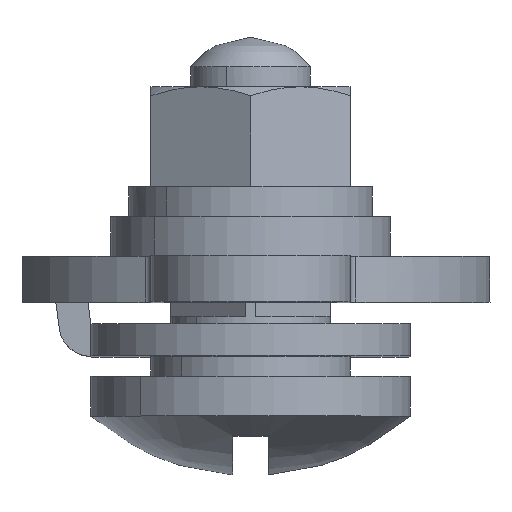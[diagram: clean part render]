
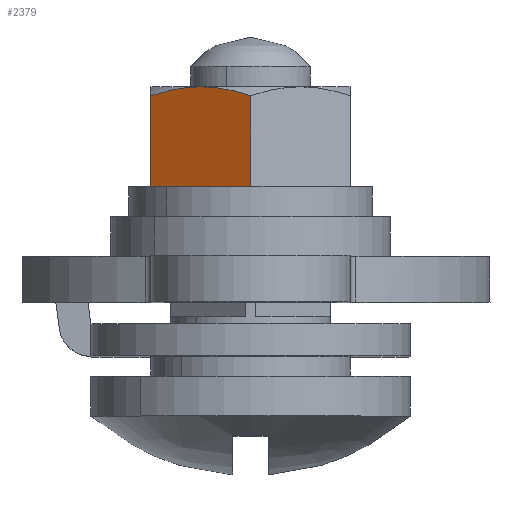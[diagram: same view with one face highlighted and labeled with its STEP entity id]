
A CAD part, top view. The second image highlights one B-rep face of the part: STEP entity #2379.
In plain terms, the highlighted free-form (B-spline) face has degree [1, 1] with [2, 2] control points.
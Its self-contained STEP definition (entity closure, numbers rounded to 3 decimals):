
#2145=CARTESIAN_POINT('',(-5.,6.9,2.887));
#2146=VERTEX_POINT('',#2145);
#2152=CARTESIAN_POINT('',(-5.,11.453,2.887));
#2153=VERTEX_POINT('',#2152);
#2154=CARTESIAN_POINT('',(-5.,11.453,2.887));
#2155=CARTESIAN_POINT('',(-5.,6.9,2.887));
#2156=QUASI_UNIFORM_CURVE('',1,(#2154,#2155),.UNSPECIFIED.,.F.,.U.);
#2157=EDGE_CURVE('',#2153,#2146,#2156,.T.);
#2309=CARTESIAN_POINT('',(0.,11.453,5.774));
#2310=VERTEX_POINT('',#2309);
#2311=CARTESIAN_POINT('',(0.,6.9,5.774));
#2312=VERTEX_POINT('',#2311);
#2313=CARTESIAN_POINT('',(0.,11.453,5.774));
#2314=CARTESIAN_POINT('',(0.,6.9,5.774));
#2315=QUASI_UNIFORM_CURVE('',1,(#2313,#2314),.UNSPECIFIED.,.F.,.U.);
#2316=EDGE_CURVE('',#2310,#2312,#2315,.T.);
#2346=CARTESIAN_POINT('',(0.25,6.65,5.918));
#2347=CARTESIAN_POINT('',(-5.25,6.65,2.743));
#2348=CARTESIAN_POINT('',(0.25,12.15,5.918));
#2349=CARTESIAN_POINT('',(-5.25,12.15,2.743));
#2350=B_SPLINE_SURFACE_WITH_KNOTS('',1,1,((#2346,#2348),(#2347,#2349)),.UNSPECIFIED.,.F.,.F.,.U.,(2,2),(2,2),(0.0,6.35),(0.0,5.499),.UNSPECIFIED.);
#2351=ORIENTED_EDGE('',*,*,#2157,.T.);
#2352=CARTESIAN_POINT('',(-5.,6.9,2.887));
#2353=CARTESIAN_POINT('',(0.,6.9,5.774));
#2354=QUASI_UNIFORM_CURVE('',1,(#2352,#2353),.UNSPECIFIED.,.F.,.U.);
#2355=EDGE_CURVE('',#2146,#2312,#2354,.T.);
#2356=ORIENTED_EDGE('',*,*,#2355,.T.);
#2357=ORIENTED_EDGE('',*,*,#2316,.F.);
#2358=CARTESIAN_POINT('',(-5.,11.453,2.887));
#2359=CARTESIAN_POINT('',(-4.592,11.589,3.122));
#2360=CARTESIAN_POINT('',(-4.181,11.702,3.36));
#2361=CARTESIAN_POINT('',(-3.557,11.818,3.72));
#2362=CARTESIAN_POINT('',(-3.349,11.848,3.84));
#2363=CARTESIAN_POINT('',(-2.929,11.889,4.083));
#2364=CARTESIAN_POINT('',(-2.717,11.9,4.205));
#2365=CARTESIAN_POINT('',(-2.399,11.9,4.389));
#2366=CARTESIAN_POINT('',(-2.292,11.898,4.45));
#2367=CARTESIAN_POINT('',(-2.079,11.887,4.573));
#2368=CARTESIAN_POINT('',(-1.973,11.88,4.634));
#2369=CARTESIAN_POINT('',(-1.656,11.849,4.817));
#2370=CARTESIAN_POINT('',(-1.446,11.819,4.938));
#2371=CARTESIAN_POINT('',(-0.821,11.702,5.3));
#2372=CARTESIAN_POINT('',(-0.409,11.59,5.538));
#2373=CARTESIAN_POINT('',(0.,11.453,5.774));
#2374=B_SPLINE_CURVE_WITH_KNOTS('',3,(#2358,#2359,#2360,#2361,#2362,#2363,#2364,#2365,#2366,#2367,#2368,#2369,#2370,#2371,#2372,#2373),.UNSPECIFIED.,.F.,.U.,(4,2,2,2,2,2,2,4),(0.0,0.25,0.375,0.5,0.563,0.625,0.75,1.0),.UNSPECIFIED.);
#2375=EDGE_CURVE('',#2153,#2310,#2374,.T.);
#2376=ORIENTED_EDGE('',*,*,#2375,.F.);
#2377=EDGE_LOOP('',(#2351,#2356,#2357,#2376));
#2378=FACE_OUTER_BOUND('',#2377,.T.);
#2379=ADVANCED_FACE('',(#2378),#2350,.F.);
